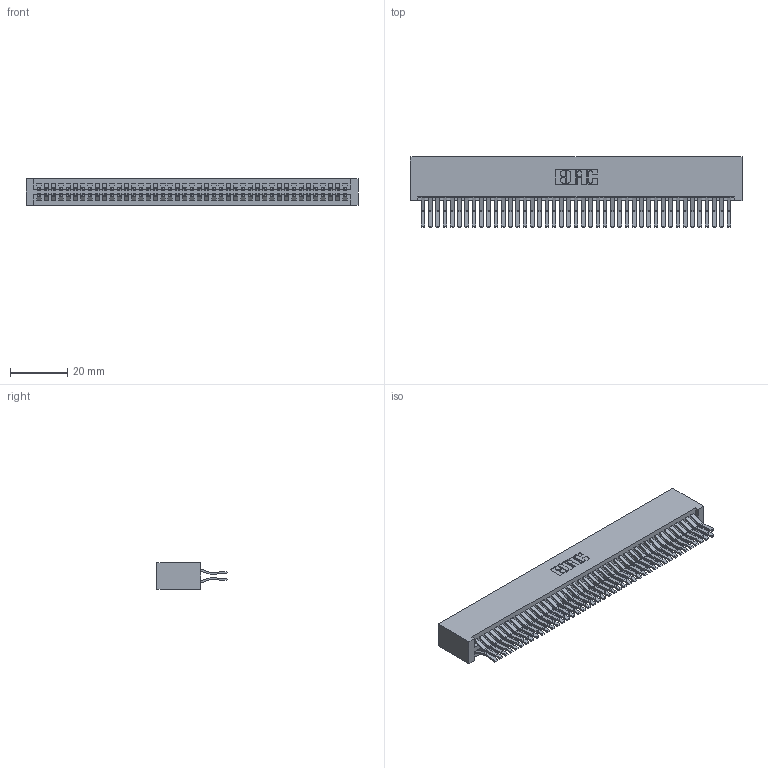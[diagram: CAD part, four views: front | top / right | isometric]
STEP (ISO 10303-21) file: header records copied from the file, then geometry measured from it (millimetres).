
FILE_DESCRIPTION (( 'STEP AP203' ), '1' );
FILE_NAME ('395-086-560-201.STEP', '2019-10-25T12:56:20', ( '' ), ( '' ), 'SwSTEP 2.0', 'SolidWorks 2016', '' );
FILE_SCHEMA (( 'CONFIG_CONTROL_DESIGN' ));
Length unit declared in the file: inch
Products named in the file (3): 345-292-001_560 Tail; 395-086-560-201; 345 Part_No Mounting Lugs
Assembly tree (87 placements, depth 2):
  395-086-560-201
    345 Part_No Mounting Lugs
    345-292-001_560 Tail  x86
Bounding box: 115.82 x 24.45 x 9.4 mm (x, y, z)
Volume: 12440.2 mm3; surface area: 20161 mm2
Topology: 87 solids, 87 shells, 4590 faces, 13647 edges, 8982 vertices
Faces by surface type: plane 2914, cylinder 1676
Entity records: 33415 total; most frequent: CARTESIAN_POINT 5600, ORIENTED_EDGE 5534, DIRECTION 4935, EDGE_CURVE 2767, LINE 2467, VECTOR 2467, VERTEX_POINT 1842, AXIS2_PLACEMENT_3D 1234
